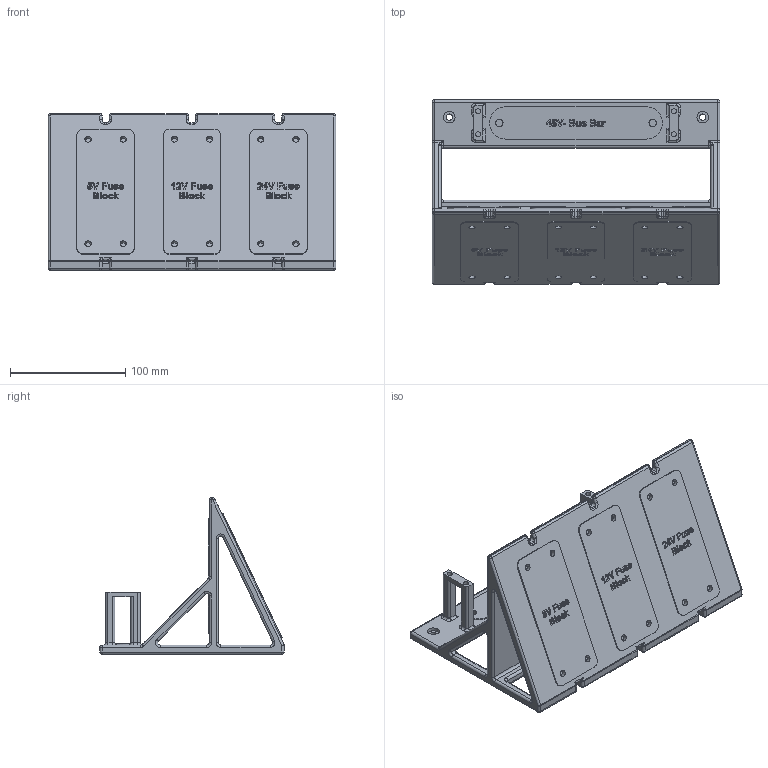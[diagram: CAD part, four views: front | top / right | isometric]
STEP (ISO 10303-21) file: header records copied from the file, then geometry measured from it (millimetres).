
FILE_DESCRIPTION(/* description */ (''),/* implementation_level */ '2;1');
FILE_NAME(/* name */ 'Main Mount.step',/* time_stamp */ '2026-01-22T12:46:24-05:00',/* author */ (''),/* organization */ (''),/* preprocessor_version */ 'ST-DEVELOPER v20.1',/* originating_system */ 'Autodesk Translation Framework v14.21.0.0',/* authorisation */ '');
FILE_SCHEMA (('AUTOMOTIVE_DESIGN { 1 0 10303 214 3 1 1 }'));
Products named in the file (1): 2026-01-20-20-19-16-191
Bounding box: 250 x 160 x 136 mm (x, y, z)
Volume: 722768.9 mm3; surface area: 188747.8 mm2
Topology: 1 solids, 1 shells, 1833 faces, 4797 edges, 3070 vertices
Faces by surface type: bspline 769, plane 656, cylinder 279, torus 81, sphere 48
Full cylindrical faces by diameter (mm): 4.5 x4, 5.5 x20, 6.5 x4, 10 x2
Entity records: 63397 total; most frequent: CARTESIAN_POINT 23118, ORIENTED_EDGE 9566, DIRECTION 6079, EDGE_CURVE 4783, VERTEX_POINT 3070, LINE 2611, VECTOR 2611, EDGE_LOOP 1975
